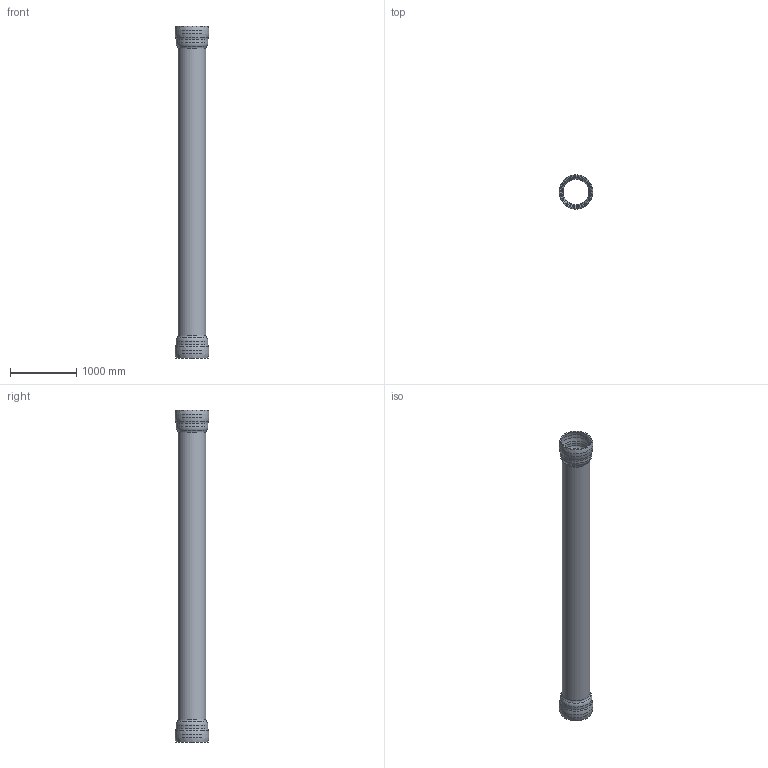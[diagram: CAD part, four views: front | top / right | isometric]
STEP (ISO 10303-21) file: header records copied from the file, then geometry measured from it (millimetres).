
FILE_DESCRIPTION(/* description */ (''),/* implementation_level */ '2;1');
FILE_NAME(/* name */ '00130.040O_3D.stp',/* time_stamp */ '2024-12-11T11:51:53+01:00',/* author */ ('CAD'),/* organization */ (''),/* preprocessor_version */ 'ST-DEVELOPER v20',/* originating_system */ 'AutoCAD Mechanical',/* authorisation */ '');
FILE_SCHEMA (('AUTOMOTIVE_DESIGN { 1 0 10303 214 3 1 1 }'));
Length unit declared in the file: centimetre
Products named in the file (2): Product; *S0
Assembly tree (1 placements, depth 2):
  Product
    *S0
Bounding box: 510 x 510 x 5000 mm (x, y, z)
Volume: 97825766.2 mm3; surface area: 13087849.2 mm2
Topology: 1 solids, 1 shells, 32 faces, 88 edges, 56 vertices
Faces by surface type: torus 12, bspline 8, cone 6, cylinder 6
Full cylindrical faces by diameter (mm): 390 x1, 420 x1, 450 x2, 480 x2
Entity records: 1287 total; most frequent: CARTESIAN_POINT 387, DIRECTION 218, ORIENTED_EDGE 176, AXIS2_PLACEMENT_3D 103, EDGE_CURVE 88, CIRCLE 76, VERTEX_POINT 56, FACE_OUTER_BOUND 32
